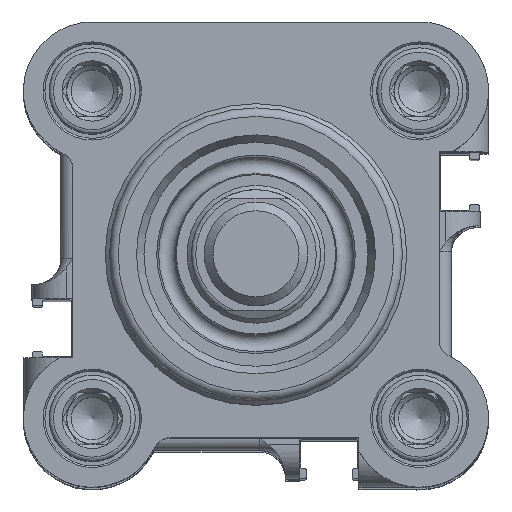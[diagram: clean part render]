
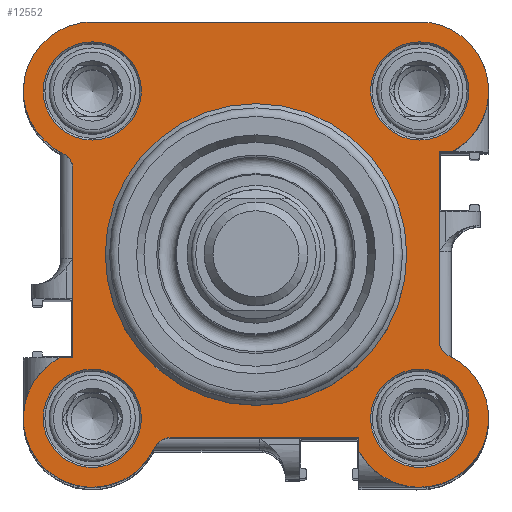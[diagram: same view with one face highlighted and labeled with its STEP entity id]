
A CAD part, top view. The second image highlights one B-rep face of the part: STEP entity #12552.
In plain terms, the highlighted planar face has unit normal (0, 0, 1).
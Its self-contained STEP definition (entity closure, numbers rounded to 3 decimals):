
#487=FACE_BOUND('',#2708,.T.);
#488=FACE_BOUND('',#2709,.T.);
#489=FACE_BOUND('',#2710,.T.);
#490=FACE_BOUND('',#2711,.T.);
#491=FACE_BOUND('',#2712,.T.);
#1027=PLANE('',#13790);
#1620=FACE_OUTER_BOUND('',#2707,.T.);
#2707=EDGE_LOOP('',(#9975,#9976,#9977,#9978,#9979,#9980,#9981,#9982,#9983,
#9984,#9985,#9986,#9987,#9988));
#2708=EDGE_LOOP('',(#9989));
#2709=EDGE_LOOP('',(#9990));
#2710=EDGE_LOOP('',(#9991));
#2711=EDGE_LOOP('',(#9992));
#2712=EDGE_LOOP('',(#9993));
#3913=LINE('',#20631,#4598);
#3931=LINE('',#20706,#4616);
#3962=LINE('',#20866,#4647);
#3965=LINE('',#20871,#4650);
#3977=LINE('',#20917,#4662);
#3978=LINE('',#20923,#4663);
#3979=LINE('',#20924,#4664);
#4598=VECTOR('',#16252,1.531);
#4616=VECTOR('',#16294,1.531);
#4647=VECTOR('',#16387,21.898);
#4650=VECTOR('',#16392,21.898);
#4662=VECTOR('',#16438,38.);
#4663=VECTOR('',#16443,21.898);
#4664=VECTOR('',#16444,1.531);
#5332=CIRCLE('',#13759,2.);
#5333=CIRCLE('',#13761,8.);
#5336=CIRCLE('',#13765,2.);
#5337=CIRCLE('',#13767,8.);
#5342=CIRCLE('',#13779,8.);
#5350=CIRCLE('',#13791,8.);
#5351=CIRCLE('',#13792,2.);
#5352=CIRCLE('',#13793,17.5);
#5353=CIRCLE('',#13794,5.7);
#5354=CIRCLE('',#13795,5.7);
#5355=CIRCLE('',#13796,5.7);
#5356=CIRCLE('',#13797,5.7);
#6269=VERTEX_POINT('',#20628);
#6270=VERTEX_POINT('',#20630);
#6290=VERTEX_POINT('',#20703);
#6291=VERTEX_POINT('',#20705);
#6314=VERTEX_POINT('',#20818);
#6315=VERTEX_POINT('',#20820);
#6317=VERTEX_POINT('',#20830);
#6318=VERTEX_POINT('',#20832);
#6319=VERTEX_POINT('',#20836);
#6328=VERTEX_POINT('',#20880);
#6343=VERTEX_POINT('',#20916);
#6344=VERTEX_POINT('',#20918);
#6345=VERTEX_POINT('',#20920);
#6346=VERTEX_POINT('',#20922);
#6347=VERTEX_POINT('',#20925);
#6348=VERTEX_POINT('',#20927);
#6349=VERTEX_POINT('',#20929);
#6350=VERTEX_POINT('',#20931);
#6351=VERTEX_POINT('',#20933);
#7619=EDGE_CURVE('',#6270,#6269,#3913,.T.);
#7645=EDGE_CURVE('',#6291,#6290,#3931,.T.);
#7679=EDGE_CURVE('',#6314,#6315,#5332,.T.);
#7681=EDGE_CURVE('',#6290,#6315,#5333,.T.);
#7686=EDGE_CURVE('',#6317,#6318,#5336,.T.);
#7688=EDGE_CURVE('',#6319,#6318,#5337,.T.);
#7699=EDGE_CURVE('',#6314,#6270,#3962,.T.);
#7702=EDGE_CURVE('',#6317,#6291,#3965,.T.);
#7708=EDGE_CURVE('',#6269,#6328,#5342,.T.);
#7724=EDGE_CURVE('',#6343,#6328,#3977,.T.);
#7725=EDGE_CURVE('',#6344,#6343,#5350,.T.);
#7726=EDGE_CURVE('',#6345,#6344,#5351,.T.);
#7727=EDGE_CURVE('',#6345,#6346,#3978,.T.);
#7728=EDGE_CURVE('',#6346,#6319,#3979,.T.);
#7729=EDGE_CURVE('',#6347,#6347,#5352,.T.);
#7730=EDGE_CURVE('',#6348,#6348,#5353,.T.);
#7731=EDGE_CURVE('',#6349,#6349,#5354,.T.);
#7732=EDGE_CURVE('',#6350,#6350,#5355,.T.);
#7733=EDGE_CURVE('',#6351,#6351,#5356,.T.);
#9975=ORIENTED_EDGE('',*,*,#7645,.T.);
#9976=ORIENTED_EDGE('',*,*,#7681,.T.);
#9977=ORIENTED_EDGE('',*,*,#7679,.F.);
#9978=ORIENTED_EDGE('',*,*,#7699,.T.);
#9979=ORIENTED_EDGE('',*,*,#7619,.T.);
#9980=ORIENTED_EDGE('',*,*,#7708,.T.);
#9981=ORIENTED_EDGE('',*,*,#7724,.F.);
#9982=ORIENTED_EDGE('',*,*,#7725,.F.);
#9983=ORIENTED_EDGE('',*,*,#7726,.F.);
#9984=ORIENTED_EDGE('',*,*,#7727,.T.);
#9985=ORIENTED_EDGE('',*,*,#7728,.T.);
#9986=ORIENTED_EDGE('',*,*,#7688,.T.);
#9987=ORIENTED_EDGE('',*,*,#7686,.F.);
#9988=ORIENTED_EDGE('',*,*,#7702,.T.);
#9989=ORIENTED_EDGE('',*,*,#7729,.T.);
#9990=ORIENTED_EDGE('',*,*,#7730,.F.);
#9991=ORIENTED_EDGE('',*,*,#7731,.F.);
#9992=ORIENTED_EDGE('',*,*,#7732,.F.);
#9993=ORIENTED_EDGE('',*,*,#7733,.F.);
#12552=ADVANCED_FACE('',(#1620,#487,#488,#489,#490,#491),#1027,.F.);
#13759=AXIS2_PLACEMENT_3D('',#20821,#16348,#16349);
#13761=AXIS2_PLACEMENT_3D('',#20824,#16353,#16354);
#13765=AXIS2_PLACEMENT_3D('',#20833,#16363,#16364);
#13767=AXIS2_PLACEMENT_3D('',#20837,#16368,#16369);
#13779=AXIS2_PLACEMENT_3D('',#20882,#16406,#16407);
#13790=AXIS2_PLACEMENT_3D('',#20915,#16436,#16437);
#13791=AXIS2_PLACEMENT_3D('',#20919,#16439,#16440);
#13792=AXIS2_PLACEMENT_3D('',#20921,#16441,#16442);
#13793=AXIS2_PLACEMENT_3D('',#20926,#16445,#16446);
#13794=AXIS2_PLACEMENT_3D('',#20928,#16447,#16448);
#13795=AXIS2_PLACEMENT_3D('',#20930,#16449,#16450);
#13796=AXIS2_PLACEMENT_3D('',#20932,#16451,#16452);
#13797=AXIS2_PLACEMENT_3D('',#20934,#16453,#16454);
#16252=DIRECTION('',(1.,0.,0.));
#16294=DIRECTION('',(0.,-1.,0.));
#16348=DIRECTION('center_axis',(0.,0.,
1.));
#16349=DIRECTION('ref_axis',(-0.844,-0.536,0.));
#16353=DIRECTION('center_axis',(0.,0.,
1.));
#16354=DIRECTION('ref_axis',(0.96,0.281,0.));
#16363=DIRECTION('center_axis',(0.,0.,
1.));
#16364=DIRECTION('ref_axis',(-0.536,0.844,0.));
#16368=DIRECTION('center_axis',(0.,0.,
1.));
#16369=DIRECTION('ref_axis',(0.281,-0.96,0.));
#16387=DIRECTION('',(0.,1.,0.));
#16392=DIRECTION('',(1.,0.,0.));
#16406=DIRECTION('center_axis',(0.,0.,
1.));
#16407=DIRECTION('ref_axis',(-0.281,0.96,0.));
#16436=DIRECTION('center_axis',(0.,0.,
-1.));
#16437=DIRECTION('ref_axis',(-1.,0.,0.));
#16438=DIRECTION('',(1.,0.,0.));
#16439=DIRECTION('center_axis',(0.,0.,
-1.));
#16440=DIRECTION('ref_axis',(-0.707,0.707,0.));
#16441=DIRECTION('center_axis',(0.,0.,
1.));
#16442=DIRECTION('ref_axis',(0.844,0.536,0.));
#16443=DIRECTION('',(0.,-1.,0.));
#16444=DIRECTION('',(-1.,0.,0.));
#16445=DIRECTION('center_axis',(0.,0.,
-1.));
#16446=DIRECTION('ref_axis',(-1.,0.,0.));
#16447=DIRECTION('center_axis',(0.,0.,
1.));
#16448=DIRECTION('ref_axis',(-1.,0.,0.));
#16449=DIRECTION('center_axis',(0.,0.,
1.));
#16450=DIRECTION('ref_axis',(-1.,0.,0.));
#16451=DIRECTION('center_axis',(0.,0.,
1.));
#16452=DIRECTION('ref_axis',(-1.,0.,0.));
#16453=DIRECTION('center_axis',(0.,0.,
1.));
#16454=DIRECTION('ref_axis',(-1.,0.,0.));
#20628=CARTESIAN_POINT('',(22.781,11.95,185.));
#20630=CARTESIAN_POINT('',(21.25,11.95,185.));
#20631=CARTESIAN_POINT('',(10.625,11.95,185.));
#20703=CARTESIAN_POINT('',(11.95,-22.781,185.));
#20705=CARTESIAN_POINT('',(11.95,-21.25,185.));
#20706=CARTESIAN_POINT('',(11.95,-10.625,185.));
#20818=CARTESIAN_POINT('',(21.25,-9.948,185.));
#20820=CARTESIAN_POINT('',(22.4,-11.758,185.));
#20821=CARTESIAN_POINT('Origin',(23.25,-9.948,185.));
#20824=CARTESIAN_POINT('Origin',(19.,-19.,185.));
#20830=CARTESIAN_POINT('',(-9.948,-21.25,185.));
#20832=CARTESIAN_POINT('',(-11.758,-22.4,185.));
#20833=CARTESIAN_POINT('Origin',(-9.948,-23.25,185.));
#20836=CARTESIAN_POINT('',(-22.781,-11.95,185.));
#20837=CARTESIAN_POINT('Origin',(-19.,-19.,185.));
#20866=CARTESIAN_POINT('',(21.25,5.661,185.));
#20871=CARTESIAN_POINT('',(5.661,-21.25,185.));
#20880=CARTESIAN_POINT('',(19.,27.,185.));
#20882=CARTESIAN_POINT('Origin',(19.,19.,185.));
#20915=CARTESIAN_POINT('Origin',(0.,0.,
185.));
#20916=CARTESIAN_POINT('',(-19.,27.,185.));
#20917=CARTESIAN_POINT('',(-27.,27.,185.));
#20918=CARTESIAN_POINT('',(-22.4,11.758,185.));
#20919=CARTESIAN_POINT('Origin',(-19.,19.,185.));
#20920=CARTESIAN_POINT('',(-21.25,9.948,185.));
#20921=CARTESIAN_POINT('Origin',(-23.25,9.948,185.));
#20922=CARTESIAN_POINT('',(-21.25,-11.95,185.));
#20923=CARTESIAN_POINT('',(-21.25,-5.661,185.));
#20924=CARTESIAN_POINT('',(-10.625,-11.95,185.));
#20925=CARTESIAN_POINT('',(17.5,0.,185.));
#20926=CARTESIAN_POINT('Origin',(0.,0.,
185.));
#20927=CARTESIAN_POINT('',(-13.3,19.,185.));
#20928=CARTESIAN_POINT('Origin',(-19.,19.,185.));
#20929=CARTESIAN_POINT('',(24.7,-19.,185.));
#20930=CARTESIAN_POINT('Origin',(19.,-19.,185.));
#20931=CARTESIAN_POINT('',(-13.3,-19.,185.));
#20932=CARTESIAN_POINT('Origin',(-19.,-19.,185.));
#20933=CARTESIAN_POINT('',(24.7,19.,185.));
#20934=CARTESIAN_POINT('Origin',(19.,19.,185.));
